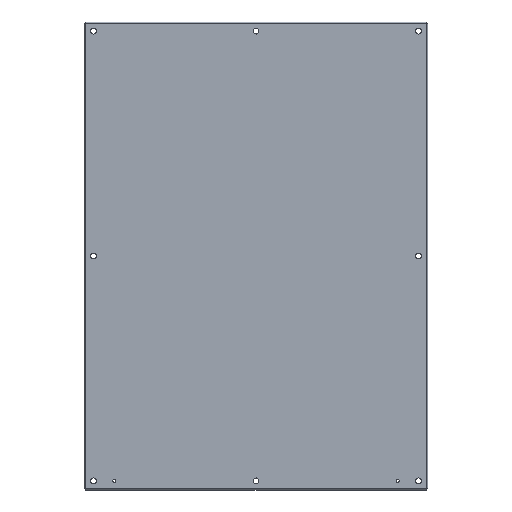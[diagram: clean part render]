
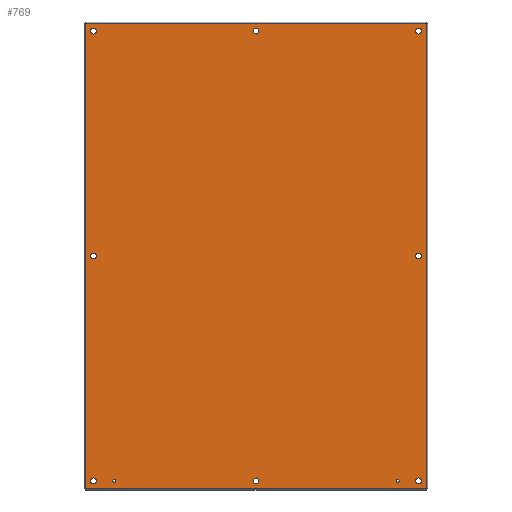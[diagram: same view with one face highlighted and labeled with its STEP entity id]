
A CAD part, top view. The second image highlights one B-rep face of the part: STEP entity #769.
In plain terms, the highlighted planar face has unit normal (0, 0, 1).
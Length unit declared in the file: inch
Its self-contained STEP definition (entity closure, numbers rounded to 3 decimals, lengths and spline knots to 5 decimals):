
#43=PLANE('',#832);
#75=LINE('',#1168,#135);
#90=LINE('',#1268,#150);
#105=LINE('',#1368,#165);
#119=LINE('',#1465,#179);
#135=VECTOR('',#924,44.7895);
#150=VECTOR('',#953,32.7895);
#165=VECTOR('',#982,44.7895);
#179=VECTOR('',#1010,32.7895);
#201=FACE_BOUND('',#325,.T.);
#202=FACE_BOUND('',#326,.T.);
#203=FACE_BOUND('',#327,.T.);
#204=FACE_BOUND('',#328,.T.);
#205=FACE_BOUND('',#329,.T.);
#206=FACE_BOUND('',#330,.T.);
#207=FACE_BOUND('',#331,.T.);
#208=FACE_BOUND('',#332,.T.);
#209=FACE_BOUND('',#333,.T.);
#210=FACE_BOUND('',#334,.T.);
#211=FACE_BOUND('',#335,.T.);
#325=EDGE_LOOP('',(#690));
#326=EDGE_LOOP('',(#691));
#327=EDGE_LOOP('',(#692));
#328=EDGE_LOOP('',(#693));
#329=EDGE_LOOP('',(#694));
#330=EDGE_LOOP('',(#695));
#331=EDGE_LOOP('',(#696));
#332=EDGE_LOOP('',(#697));
#333=EDGE_LOOP('',(#698));
#334=EDGE_LOOP('',(#699));
#335=EDGE_LOOP('',(#700,#701,#702,#703));
#336=CIRCLE('',#774,0.156);
#338=CIRCLE('',#777,0.156);
#340=CIRCLE('',#780,0.2815);
#342=CIRCLE('',#783,0.2815);
#344=CIRCLE('',#786,0.2815);
#346=CIRCLE('',#789,0.2815);
#348=CIRCLE('',#792,0.2815);
#350=CIRCLE('',#795,0.2815);
#352=CIRCLE('',#798,0.2815);
#354=CIRCLE('',#801,0.2815);
#356=VERTEX_POINT('',#1017);
#358=VERTEX_POINT('',#1022);
#360=VERTEX_POINT('',#1027);
#362=VERTEX_POINT('',#1032);
#364=VERTEX_POINT('',#1037);
#366=VERTEX_POINT('',#1042);
#368=VERTEX_POINT('',#1047);
#370=VERTEX_POINT('',#1052);
#372=VERTEX_POINT('',#1057);
#374=VERTEX_POINT('',#1062);
#385=VERTEX_POINT('',#1121);
#386=VERTEX_POINT('',#1151);
#396=VERTEX_POINT('',#1251);
#406=VERTEX_POINT('',#1351);
#416=EDGE_CURVE('',#356,#356,#336,.T.);
#418=EDGE_CURVE('',#358,#358,#338,.T.);
#420=EDGE_CURVE('',#360,#360,#340,.T.);
#422=EDGE_CURVE('',#362,#362,#342,.T.);
#424=EDGE_CURVE('',#364,#364,#344,.T.);
#426=EDGE_CURVE('',#366,#366,#346,.T.);
#428=EDGE_CURVE('',#368,#368,#348,.T.);
#430=EDGE_CURVE('',#370,#370,#350,.T.);
#432=EDGE_CURVE('',#372,#372,#352,.T.);
#434=EDGE_CURVE('',#374,#374,#354,.T.);
#455=EDGE_CURVE('',#386,#385,#75,.T.);
#474=EDGE_CURVE('',#396,#386,#90,.T.);
#493=EDGE_CURVE('',#406,#396,#105,.T.);
#511=EDGE_CURVE('',#385,#406,#119,.T.);
#690=ORIENTED_EDGE('',*,*,#416,.T.);
#691=ORIENTED_EDGE('',*,*,#418,.T.);
#692=ORIENTED_EDGE('',*,*,#420,.T.);
#693=ORIENTED_EDGE('',*,*,#422,.T.);
#694=ORIENTED_EDGE('',*,*,#424,.T.);
#695=ORIENTED_EDGE('',*,*,#426,.T.);
#696=ORIENTED_EDGE('',*,*,#428,.T.);
#697=ORIENTED_EDGE('',*,*,#430,.T.);
#698=ORIENTED_EDGE('',*,*,#432,.T.);
#699=ORIENTED_EDGE('',*,*,#434,.T.);
#700=ORIENTED_EDGE('',*,*,#455,.T.);
#701=ORIENTED_EDGE('',*,*,#511,.T.);
#702=ORIENTED_EDGE('',*,*,#493,.T.);
#703=ORIENTED_EDGE('',*,*,#474,.T.);
#769=ADVANCED_FACE('',(#201,#202,#203,#204,#205,#206,#207,#208,#209,#210,
#211),#43,.T.);
#774=AXIS2_PLACEMENT_3D('',#1018,#837,#838);
#777=AXIS2_PLACEMENT_3D('',#1023,#843,#844);
#780=AXIS2_PLACEMENT_3D('',#1028,#849,#850);
#783=AXIS2_PLACEMENT_3D('',#1033,#855,#856);
#786=AXIS2_PLACEMENT_3D('',#1038,#861,#862);
#789=AXIS2_PLACEMENT_3D('',#1043,#867,#868);
#792=AXIS2_PLACEMENT_3D('',#1048,#873,#874);
#795=AXIS2_PLACEMENT_3D('',#1053,#879,#880);
#798=AXIS2_PLACEMENT_3D('',#1058,#885,#886);
#801=AXIS2_PLACEMENT_3D('',#1063,#891,#892);
#832=AXIS2_PLACEMENT_3D('',#1467,#1013,#1014);
#837=DIRECTION('center_axis',(0.,0.,-1.));
#838=DIRECTION('ref_axis',(1.,0.,0.));
#843=DIRECTION('center_axis',(0.,0.,-1.));
#844=DIRECTION('ref_axis',(1.,0.,0.));
#849=DIRECTION('center_axis',(0.,0.,-1.));
#850=DIRECTION('ref_axis',(1.,0.,0.));
#855=DIRECTION('center_axis',(0.,0.,-1.));
#856=DIRECTION('ref_axis',(1.,0.,0.));
#861=DIRECTION('center_axis',(0.,0.,-1.));
#862=DIRECTION('ref_axis',(1.,0.,0.));
#867=DIRECTION('center_axis',(0.,0.,-1.));
#868=DIRECTION('ref_axis',(1.,0.,0.));
#873=DIRECTION('center_axis',(0.,0.,-1.));
#874=DIRECTION('ref_axis',(1.,0.,0.));
#879=DIRECTION('center_axis',(0.,0.,-1.));
#880=DIRECTION('ref_axis',(1.,0.,0.));
#885=DIRECTION('center_axis',(0.,0.,-1.));
#886=DIRECTION('ref_axis',(1.,0.,0.));
#891=DIRECTION('center_axis',(0.,0.,-1.));
#892=DIRECTION('ref_axis',(1.,0.,0.));
#924=DIRECTION('',(0.,1.,0.));
#953=DIRECTION('',(1.,0.,0.));
#982=DIRECTION('',(0.,-1.,0.));
#1010=DIRECTION('',(-1.,0.,0.));
#1013=DIRECTION('center_axis',(0.,0.,1.));
#1014=DIRECTION('ref_axis',(1.,0.,0.));
#1017=CARTESIAN_POINT('',(30.281,0.875,0.074));
#1018=CARTESIAN_POINT('Origin',(30.125,0.875,0.074));
#1022=CARTESIAN_POINT('',(3.031,0.875,0.074));
#1023=CARTESIAN_POINT('Origin',(2.875,0.875,0.074));
#1027=CARTESIAN_POINT('',(16.7815,0.875,0.074));
#1028=CARTESIAN_POINT('Origin',(16.5,0.875,0.074));
#1032=CARTESIAN_POINT('',(16.7815,44.125,0.074));
#1033=CARTESIAN_POINT('Origin',(16.5,44.125,0.074));
#1037=CARTESIAN_POINT('',(32.4065,22.5,0.074));
#1038=CARTESIAN_POINT('Origin',(32.125,22.5,0.074));
#1042=CARTESIAN_POINT('',(1.1565,22.5,0.074));
#1043=CARTESIAN_POINT('Origin',(0.875,22.5,0.074));
#1047=CARTESIAN_POINT('',(32.4065,0.875,0.074));
#1048=CARTESIAN_POINT('Origin',(32.125,0.875,0.074));
#1052=CARTESIAN_POINT('',(32.4065,44.125,0.074));
#1053=CARTESIAN_POINT('Origin',(32.125,44.125,0.074));
#1057=CARTESIAN_POINT('',(1.1565,44.125,0.074));
#1058=CARTESIAN_POINT('Origin',(0.875,44.125,0.074));
#1062=CARTESIAN_POINT('',(1.1565,0.875,0.074));
#1063=CARTESIAN_POINT('Origin',(0.875,0.875,0.074));
#1121=CARTESIAN_POINT('',(32.89475,44.89475,0.074));
#1151=CARTESIAN_POINT('',(32.89475,0.10525,0.074));
#1168=CARTESIAN_POINT('',(32.89475,33.69738,0.074));
#1251=CARTESIAN_POINT('',(0.10525,0.10525,0.074));
#1268=CARTESIAN_POINT('',(24.69738,0.10525,0.074));
#1351=CARTESIAN_POINT('',(0.10525,44.89475,0.074));
#1368=CARTESIAN_POINT('',(0.10525,11.30263,0.074));
#1465=CARTESIAN_POINT('',(8.30262,44.89475,0.074));
#1467=CARTESIAN_POINT('Origin',(16.5,22.5,0.074));
